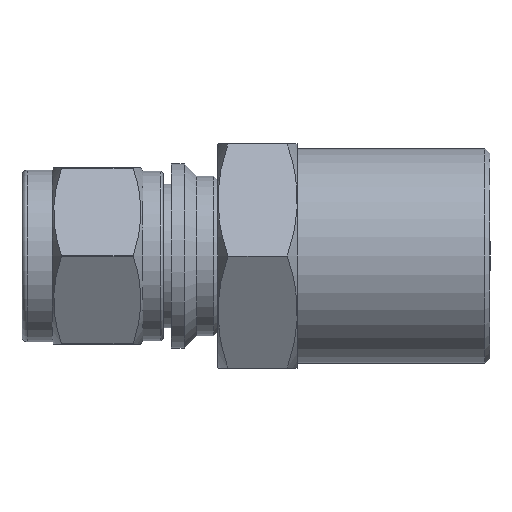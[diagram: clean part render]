
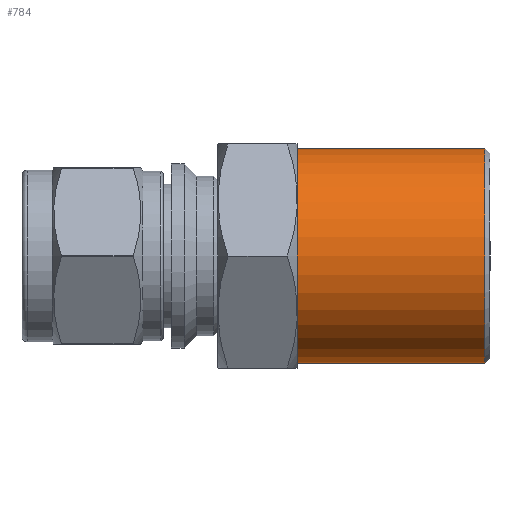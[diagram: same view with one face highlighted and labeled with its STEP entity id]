
A CAD part, front view. The second image highlights one B-rep face of the part: STEP entity #784.
In plain terms, the highlighted cylindrical face has radius 10.65 mm (diameter 21.3 mm), a full revolution.
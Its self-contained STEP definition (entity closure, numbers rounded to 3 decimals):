
#31=CYLINDRICAL_SURFACE('',#898,10.65);
#96=CIRCLE('',#897,10.65);
#97=CIRCLE('',#899,10.65);
#146=FACE_OUTER_BOUND('',#203,.T.);
#203=EDGE_LOOP('',(#701,#702,#703,#704));
#245=LINE('',#1412,#285);
#285=VECTOR('',#1127,10.65);
#378=VERTEX_POINT('',#1407);
#379=VERTEX_POINT('',#1410);
#486=EDGE_CURVE('',#378,#378,#96,.T.);
#487=EDGE_CURVE('',#379,#379,#97,.T.);
#488=EDGE_CURVE('',#379,#378,#245,.T.);
#701=ORIENTED_EDGE('',*,*,#487,.F.);
#702=ORIENTED_EDGE('',*,*,#488,.T.);
#703=ORIENTED_EDGE('',*,*,#486,.T.);
#704=ORIENTED_EDGE('',*,*,#488,.F.);
#784=ADVANCED_FACE('',(#146),#31,.T.);
#897=AXIS2_PLACEMENT_3D('',#1408,#1121,#1122);
#898=AXIS2_PLACEMENT_3D('',#1409,#1123,#1124);
#899=AXIS2_PLACEMENT_3D('',#1411,#1125,#1126);
#1121=DIRECTION('center_axis',(1.,0.,0.));
#1122=DIRECTION('ref_axis',(0.,1.,0.));
#1123=DIRECTION('center_axis',(1.,0.,0.));
#1124=DIRECTION('ref_axis',(0.,1.,0.));
#1125=DIRECTION('center_axis',(1.,0.,0.));
#1126=DIRECTION('ref_axis',(0.,1.,0.));
#1127=DIRECTION('',(-1.,0.,0.));
#1407=CARTESIAN_POINT('',(27.314,-10.65,0.));
#1408=CARTESIAN_POINT('Origin',(27.314,0.,
0.));
#1409=CARTESIAN_POINT('Origin',(36.614,0.,0.));
#1410=CARTESIAN_POINT('',(45.914,-10.65,0.));
#1411=CARTESIAN_POINT('Origin',(45.914,0.,
0.));
#1412=CARTESIAN_POINT('',(36.614,-10.65,0.));
